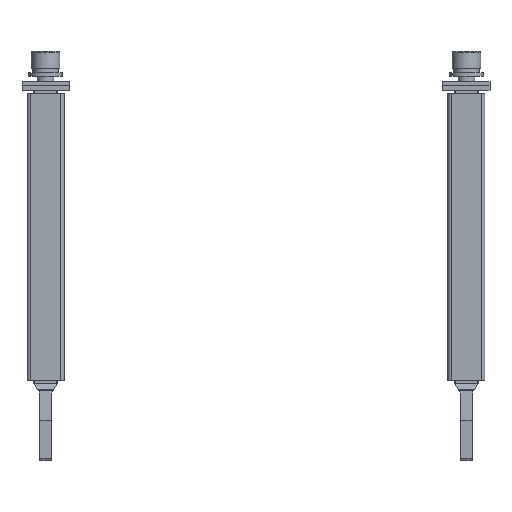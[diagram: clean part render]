
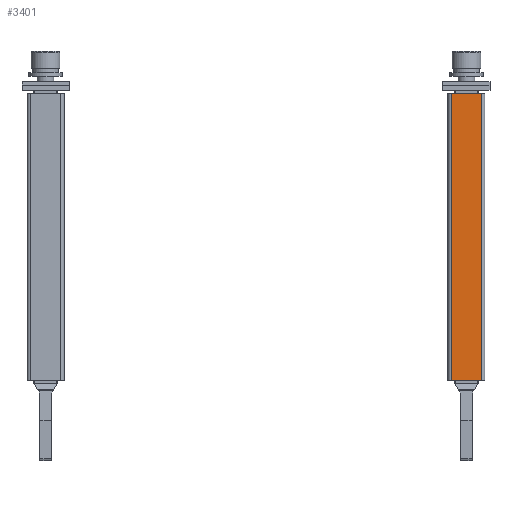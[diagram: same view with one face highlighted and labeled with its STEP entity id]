
A CAD part, top view. The second image highlights one B-rep face of the part: STEP entity #3401.
In plain terms, the highlighted planar face has unit normal (0, 0, 1).
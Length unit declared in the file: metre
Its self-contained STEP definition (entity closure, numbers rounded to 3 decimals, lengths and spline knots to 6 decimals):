
#3100=DIRECTION('',(1.,0.,0.));
#3101=VECTOR('',#3100,0.009);
#3102=CARTESIAN_POINT('',(0.0725,-0.0953,0.03105));
#3103=LINE('',#3102,#3101);
#3124=DIRECTION('',(0.,1.,0.));
#3125=VECTOR('',#3124,0.0853);
#3126=CARTESIAN_POINT('',(0.0815,-0.0953,0.03105));
#3127=LINE('',#3126,#3125);
#3147=DIRECTION('',(-1.,0.,0.));
#3148=VECTOR('',#3147,0.009);
#3149=CARTESIAN_POINT('',(0.0815,-0.01,0.03105));
#3150=LINE('',#3149,#3148);
#3184=DIRECTION('',(0.,-1.,0.));
#3185=VECTOR('',#3184,0.0853);
#3186=CARTESIAN_POINT('',(0.0725,-0.01,0.03105));
#3187=LINE('',#3186,#3185);
#3220=CARTESIAN_POINT('',(0.0815,-0.0953,0.03105));
#3222=VERTEX_POINT('',#3220);
#3234=CARTESIAN_POINT('',(0.0725,-0.0953,0.03105));
#3235=VERTEX_POINT('',#3234);
#3245=CARTESIAN_POINT('',(0.0815,-0.01,0.03105));
#3247=VERTEX_POINT('',#3245);
#3256=CARTESIAN_POINT('',(0.0725,-0.01,0.03105));
#3257=VERTEX_POINT('',#3256);
#3390=CARTESIAN_POINT('',(0.0715,-0.0953,0.03105));
#3391=DIRECTION('',(0.,0.,1.));
#3392=DIRECTION('',(1.,0.,0.));
#3393=AXIS2_PLACEMENT_3D('',#3390,#3391,#3392);
#3394=PLANE('',#3393);
#3395=ORIENTED_EDGE('',*,*,#3383,.F.);
#3396=ORIENTED_EDGE('',*,*,#3331,.F.);
#3397=ORIENTED_EDGE('',*,*,#3312,.F.);
#3398=ORIENTED_EDGE('',*,*,#3287,.F.);
#3399=EDGE_LOOP('',(#3395,#3396,#3397,#3398));
#3400=FACE_OUTER_BOUND('',#3399,.F.);
#3401=ADVANCED_FACE('',(#3400),#3394,.T.);
#3287=EDGE_CURVE('',#3235,#3222,#3103,.T.);
#3312=EDGE_CURVE('',#3222,#3247,#3127,.T.);
#3331=EDGE_CURVE('',#3247,#3257,#3150,.T.);
#3383=EDGE_CURVE('',#3257,#3235,#3187,.T.);
